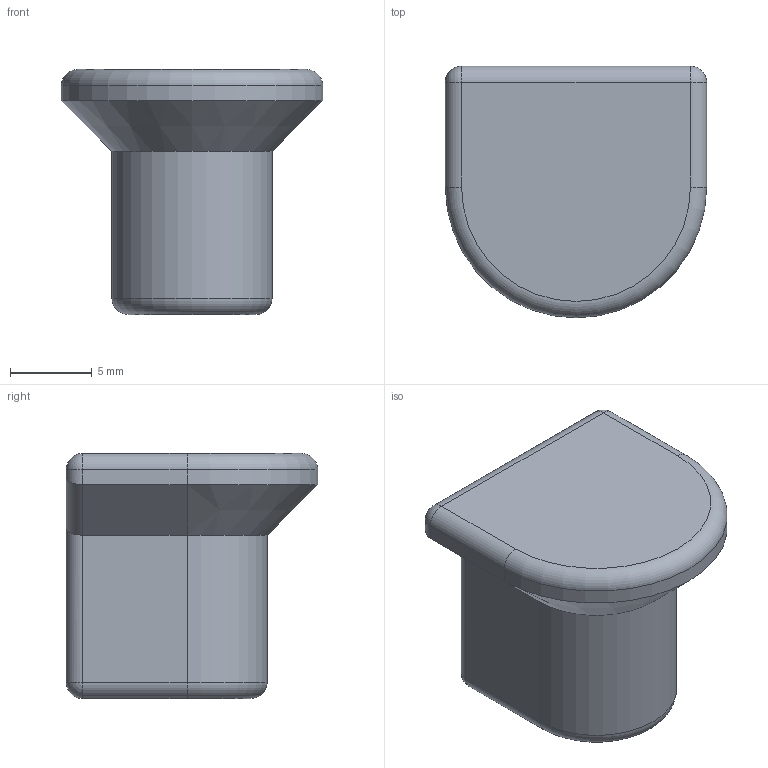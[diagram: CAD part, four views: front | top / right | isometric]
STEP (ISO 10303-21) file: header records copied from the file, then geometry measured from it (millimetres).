
FILE_DESCRIPTION(/* description */ ('STEP AP242','CAx-IF Rec.Pracs.---Representation and Presentation of Product Manufacturing Information (PMI)---4.0---2014-10-13','CAx-IF Rec.Pracs.---3D Tessellated Geometry---0.4---2014-09-14','2;1'),/* implementation_level */ '2;1');
FILE_NAME(/* name */ '68e834557e0240ee4c43e5d4',/* time_stamp */ '2025-10-09T22:16:53Z',/* author */ (''),/* organization */ (''),/* preprocessor_version */ 'ST-DEVELOPER v20',/* originating_system */ 'ONSHAPE BY PTC INC, 1.204',/* authorisation */ ' ');
FILE_SCHEMA (('AP242_MANAGED_MODEL_BASED_3D_ENGINEERING_MIM_LF { 1 0 10303 442 1 1 4 }'));
Length unit declared in the file: metre
Products named in the file (1): PillPin
Bounding box: 16 x 15.4 x 15 mm (x, y, z)
Volume: 1994.1 mm3; surface area: 972.9 mm2
Topology: 1 solids, 1 shells, 30 faces, 64 edges, 32 vertices
Faces by surface type: cylinder 14, plane 9, sphere 4, torus 2, cone 1
Entity records: 780 total; most frequent: DIRECTION 148, CARTESIAN_POINT 123, ORIENTED_EDGE 120, EDGE_CURVE 60, AXIS2_PLACEMENT_3D 57, LINE 34, VECTOR 34, VERTEX_POINT 32
